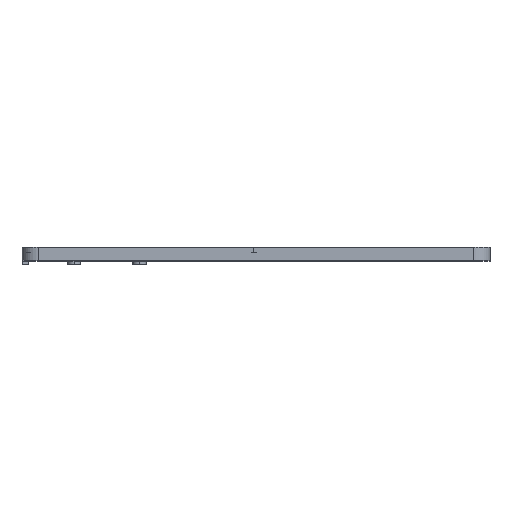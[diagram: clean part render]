
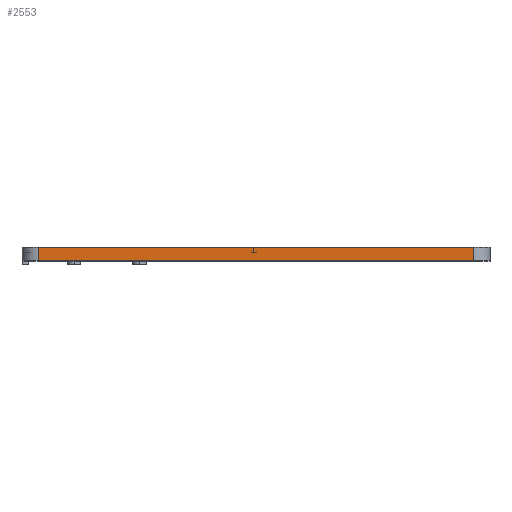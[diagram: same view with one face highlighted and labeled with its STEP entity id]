
A CAD part, top view. The second image highlights one B-rep face of the part: STEP entity #2553.
In plain terms, the highlighted planar face has unit normal (0, 0, 1).
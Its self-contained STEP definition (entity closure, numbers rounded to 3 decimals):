
#16 = CARTESIAN_POINT ( 'NONE',  ( 18.362, 0., 308. ) ) ;
#37 = FACE_OUTER_BOUND ( 'NONE', #355, .T. ) ;
#158 = VERTEX_POINT ( 'NONE', #1099 ) ;
#172 = CARTESIAN_POINT ( 'NONE',  ( -244.022, 133.835, 308. ) ) ;
#278 = EDGE_CURVE ( 'NONE', #3256, #158, #882, .T. ) ;
#355 = EDGE_LOOP ( 'NONE', ( #1956, #1217, #2175, #2964 ) ) ;
#365 = CARTESIAN_POINT ( 'NONE',  ( 18.362, 133.835, 308. ) ) ;
#849 = DIRECTION ( 'NONE',  ( 0., -1., 0. ) ) ;
#882 = LINE ( 'NONE', #16, #3245 ) ;
#1099 = CARTESIAN_POINT ( 'NONE',  ( 18.362, 141.735, 308. ) ) ;
#1134 = CARTESIAN_POINT ( 'NONE',  ( -244.022, 27.48, 308. ) ) ;
#1144 = PLANE ( 'NONE',  #3513 ) ;
#1159 = DIRECTION ( 'NONE',  ( -1., 0., 0. ) ) ;
#1217 = ORIENTED_EDGE ( 'NONE', *, *, #278, .T. ) ;
#1376 = DIRECTION ( 'NONE',  ( 1., 0., 0. ) ) ;
#1390 = CARTESIAN_POINT ( 'NONE',  ( 27.362, 141.735, 308. ) ) ;
#1398 = CARTESIAN_POINT ( 'NONE',  ( -244.022, 141.735, 308. ) ) ;
#1480 = LINE ( 'NONE', #2657, #2231 ) ;
#1554 = DIRECTION ( 'NONE',  ( 0., 1., 0. ) ) ;
#1675 = VERTEX_POINT ( 'NONE', #1398 ) ;
#1956 = ORIENTED_EDGE ( 'NONE', *, *, #2687, .F. ) ;
#1968 = DIRECTION ( 'NONE',  ( 0., 0., 1. ) ) ;
#2175 = ORIENTED_EDGE ( 'NONE', *, *, #3008, .T. ) ;
#2196 = VERTEX_POINT ( 'NONE', #172 ) ;
#2231 = VECTOR ( 'NONE', #1159, 1000. ) ;
#2411 = VECTOR ( 'NONE', #3092, 1000. ) ;
#2553 = ADVANCED_FACE ( 'NONE', ( #37 ), #1144, .T. ) ;
#2657 = CARTESIAN_POINT ( 'NONE',  ( 0., 133.835, 308. ) ) ;
#2687 = EDGE_CURVE ( 'NONE', #3256, #2196, #1480, .T. ) ;
#2810 = LINE ( 'NONE', #1390, #2411 ) ;
#2964 = ORIENTED_EDGE ( 'NONE', *, *, #3519, .T. ) ;
#3008 = EDGE_CURVE ( 'NONE', #158, #1675, #2810, .T. ) ;
#3092 = DIRECTION ( 'NONE',  ( -1., 0., 0. ) ) ;
#3245 = VECTOR ( 'NONE', #1554, 1000. ) ;
#3256 = VERTEX_POINT ( 'NONE', #365 ) ;
#3312 = VECTOR ( 'NONE', #849, 1000. ) ;
#3424 = CARTESIAN_POINT ( 'NONE',  ( 0., 0., 308. ) ) ;
#3513 = AXIS2_PLACEMENT_3D ( 'NONE', #3424, #1968, #1376 ) ;
#3519 = EDGE_CURVE ( 'NONE', #1675, #2196, #3759, .T. ) ;
#3759 = LINE ( 'NONE', #1134, #3312 ) ;
